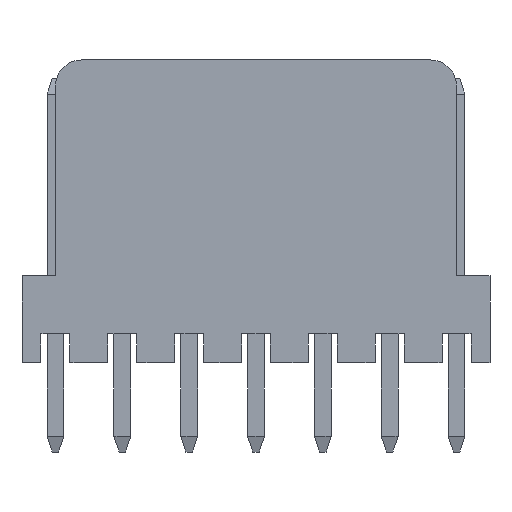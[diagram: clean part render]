
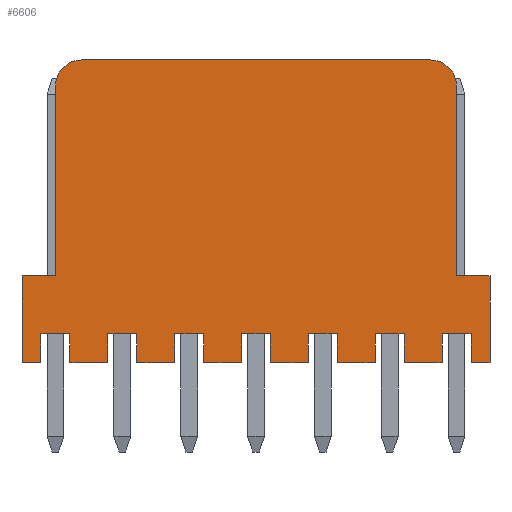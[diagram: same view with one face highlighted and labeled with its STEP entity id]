
A CAD part, front view. The second image highlights one B-rep face of the part: STEP entity #6606.
In plain terms, the highlighted face is planar.
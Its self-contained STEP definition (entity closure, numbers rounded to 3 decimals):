
#24=CIRCLE('',#6883,1.);
#27=CIRCLE('',#6887,1.);
#906=ORIENTED_EDGE('',*,*,#1545,.T.);
#907=ORIENTED_EDGE('',*,*,#1493,.T.);
#908=ORIENTED_EDGE('',*,*,#1541,.T.);
#909=ORIENTED_EDGE('',*,*,#1724,.T.);
#910=ORIENTED_EDGE('',*,*,#1722,.T.);
#911=ORIENTED_EDGE('',*,*,#1719,.T.);
#912=ORIENTED_EDGE('',*,*,#1534,.T.);
#913=ORIENTED_EDGE('',*,*,#1700,.T.);
#914=ORIENTED_EDGE('',*,*,#1694,.T.);
#915=ORIENTED_EDGE('',*,*,#1687,.T.);
#916=ORIENTED_EDGE('',*,*,#1530,.T.);
#917=ORIENTED_EDGE('',*,*,#1668,.T.);
#918=ORIENTED_EDGE('',*,*,#1662,.T.);
#919=ORIENTED_EDGE('',*,*,#1655,.T.);
#920=ORIENTED_EDGE('',*,*,#1526,.T.);
#921=ORIENTED_EDGE('',*,*,#1636,.T.);
#922=ORIENTED_EDGE('',*,*,#1630,.T.);
#923=ORIENTED_EDGE('',*,*,#1623,.T.);
#924=ORIENTED_EDGE('',*,*,#1522,.T.);
#925=ORIENTED_EDGE('',*,*,#1604,.T.);
#926=ORIENTED_EDGE('',*,*,#1598,.T.);
#927=ORIENTED_EDGE('',*,*,#1591,.T.);
#928=ORIENTED_EDGE('',*,*,#1518,.T.);
#929=ORIENTED_EDGE('',*,*,#1572,.T.);
#930=ORIENTED_EDGE('',*,*,#1566,.T.);
#931=ORIENTED_EDGE('',*,*,#1559,.T.);
#932=ORIENTED_EDGE('',*,*,#1819,.T.);
#933=ORIENTED_EDGE('',*,*,#1820,.F.);
#934=ORIENTED_EDGE('',*,*,#1821,.T.);
#935=ORIENTED_EDGE('',*,*,#1822,.T.);
#936=ORIENTED_EDGE('',*,*,#1809,.T.);
#937=ORIENTED_EDGE('',*,*,#1817,.F.);
#938=ORIENTED_EDGE('',*,*,#1815,.T.);
#939=ORIENTED_EDGE('',*,*,#1823,.F.);
#940=ORIENTED_EDGE('',*,*,#1824,.T.);
#941=ORIENTED_EDGE('',*,*,#1825,.T.);
#942=ORIENTED_EDGE('',*,*,#1539,.T.);
#943=ORIENTED_EDGE('',*,*,#1489,.T.);
#1489=EDGE_CURVE('',#2064,#2067,#2531,.T.);
#1493=EDGE_CURVE('',#2068,#2071,#2535,.T.);
#1518=EDGE_CURVE('',#2088,#2089,#2560,.T.);
#1522=EDGE_CURVE('',#2092,#2093,#2564,.T.);
#1526=EDGE_CURVE('',#2096,#2097,#2568,.T.);
#1530=EDGE_CURVE('',#2100,#2101,#2572,.T.);
#1534=EDGE_CURVE('',#2104,#2105,#2576,.T.);
#1539=EDGE_CURVE('',#2109,#2064,#2581,.T.);
#1541=EDGE_CURVE('',#2071,#2110,#2583,.T.);
#1545=EDGE_CURVE('',#2067,#2068,#2587,.T.);
#1559=EDGE_CURVE('',#2118,#2121,#2601,.T.);
#1566=EDGE_CURVE('',#2126,#2118,#2608,.T.);
#1572=EDGE_CURVE('',#2089,#2126,#2614,.T.);
#1591=EDGE_CURVE('',#2140,#2088,#2633,.T.);
#1598=EDGE_CURVE('',#2146,#2140,#2640,.T.);
#1604=EDGE_CURVE('',#2093,#2146,#2646,.T.);
#1623=EDGE_CURVE('',#2160,#2092,#2665,.T.);
#1630=EDGE_CURVE('',#2166,#2160,#2672,.T.);
#1636=EDGE_CURVE('',#2097,#2166,#2678,.T.);
#1655=EDGE_CURVE('',#2180,#2096,#2697,.T.);
#1662=EDGE_CURVE('',#2186,#2180,#2704,.T.);
#1668=EDGE_CURVE('',#2101,#2186,#2710,.T.);
#1687=EDGE_CURVE('',#2200,#2100,#2729,.T.);
#1694=EDGE_CURVE('',#2206,#2200,#2736,.T.);
#1700=EDGE_CURVE('',#2105,#2206,#2742,.T.);
#1719=EDGE_CURVE('',#2220,#2104,#2761,.T.);
#1722=EDGE_CURVE('',#2222,#2220,#2764,.T.);
#1724=EDGE_CURVE('',#2110,#2222,#2766,.T.);
#1809=EDGE_CURVE('',#2280,#2281,#24,.T.);
#1815=EDGE_CURVE('',#2287,#2286,#27,.T.);
#1817=EDGE_CURVE('',#2287,#2281,#2855,.T.);
#1819=EDGE_CURVE('',#2121,#2288,#2857,.T.);
#1820=EDGE_CURVE('',#2289,#2288,#2858,.T.);
#1821=EDGE_CURVE('',#2289,#2290,#2859,.T.);
#1822=EDGE_CURVE('',#2290,#2280,#2860,.T.);
#1823=EDGE_CURVE('',#2291,#2286,#2861,.T.);
#1824=EDGE_CURVE('',#2291,#2292,#2862,.T.);
#1825=EDGE_CURVE('',#2292,#2109,#2863,.T.);
#2064=VERTEX_POINT('',#8516);
#2067=VERTEX_POINT('',#8521);
#2068=VERTEX_POINT('',#8525);
#2071=VERTEX_POINT('',#8530);
#2088=VERTEX_POINT('',#8584);
#2089=VERTEX_POINT('',#8585);
#2092=VERTEX_POINT('',#8593);
#2093=VERTEX_POINT('',#8594);
#2096=VERTEX_POINT('',#8602);
#2097=VERTEX_POINT('',#8603);
#2100=VERTEX_POINT('',#8611);
#2101=VERTEX_POINT('',#8612);
#2104=VERTEX_POINT('',#8620);
#2105=VERTEX_POINT('',#8621);
#2109=VERTEX_POINT('',#8631);
#2110=VERTEX_POINT('',#8635);
#2118=VERTEX_POINT('',#8664);
#2121=VERTEX_POINT('',#8669);
#2126=VERTEX_POINT('',#8681);
#2140=VERTEX_POINT('',#8732);
#2146=VERTEX_POINT('',#8746);
#2160=VERTEX_POINT('',#8797);
#2166=VERTEX_POINT('',#8811);
#2180=VERTEX_POINT('',#8862);
#2186=VERTEX_POINT('',#8876);
#2200=VERTEX_POINT('',#8927);
#2206=VERTEX_POINT('',#8941);
#2220=VERTEX_POINT('',#8992);
#2222=VERTEX_POINT('',#8998);
#2280=VERTEX_POINT('',#9175);
#2281=VERTEX_POINT('',#9176);
#2286=VERTEX_POINT('',#9187);
#2287=VERTEX_POINT('',#9189);
#2288=VERTEX_POINT('',#9196);
#2289=VERTEX_POINT('',#9198);
#2290=VERTEX_POINT('',#9200);
#2291=VERTEX_POINT('',#9203);
#2292=VERTEX_POINT('',#9205);
#2531=LINE('',#8522,#3169);
#2535=LINE('',#8531,#3173);
#2560=LINE('',#8583,#3198);
#2564=LINE('',#8592,#3202);
#2568=LINE('',#8601,#3206);
#2572=LINE('',#8610,#3210);
#2576=LINE('',#8619,#3214);
#2581=LINE('',#8630,#3219);
#2583=LINE('',#8634,#3221);
#2587=LINE('',#8641,#3225);
#2601=LINE('',#8670,#3239);
#2608=LINE('',#8684,#3246);
#2614=LINE('',#8695,#3252);
#2633=LINE('',#8735,#3271);
#2640=LINE('',#8749,#3278);
#2646=LINE('',#8760,#3284);
#2665=LINE('',#8800,#3303);
#2672=LINE('',#8814,#3310);
#2678=LINE('',#8825,#3316);
#2697=LINE('',#8865,#3335);
#2704=LINE('',#8879,#3342);
#2710=LINE('',#8890,#3348);
#2729=LINE('',#8930,#3367);
#2736=LINE('',#8944,#3374);
#2742=LINE('',#8955,#3380);
#2761=LINE('',#8995,#3399);
#2764=LINE('',#9001,#3402);
#2766=LINE('',#9004,#3404);
#2855=LINE('',#9192,#3493);
#2857=LINE('',#9195,#3495);
#2858=LINE('',#9197,#3496);
#2859=LINE('',#9199,#3497);
#2860=LINE('',#9201,#3498);
#2861=LINE('',#9202,#3499);
#2862=LINE('',#9204,#3500);
#2863=LINE('',#9206,#3501);
#3169=VECTOR('',#7293,1000.);
#3173=VECTOR('',#7299,1000.);
#3198=VECTOR('',#7346,1000.);
#3202=VECTOR('',#7352,1000.);
#3206=VECTOR('',#7358,1000.);
#3210=VECTOR('',#7364,1000.);
#3214=VECTOR('',#7370,1000.);
#3219=VECTOR('',#7377,1000.);
#3221=VECTOR('',#7381,1000.);
#3225=VECTOR('',#7387,1000.);
#3239=VECTOR('',#7411,1000.);
#3246=VECTOR('',#7420,1000.);
#3252=VECTOR('',#7428,1000.);
#3271=VECTOR('',#7469,1000.);
#3278=VECTOR('',#7478,1000.);
#3284=VECTOR('',#7486,1000.);
#3303=VECTOR('',#7527,1000.);
#3310=VECTOR('',#7536,1000.);
#3316=VECTOR('',#7544,1000.);
#3335=VECTOR('',#7585,1000.);
#3342=VECTOR('',#7594,1000.);
#3348=VECTOR('',#7602,1000.);
#3367=VECTOR('',#7643,1000.);
#3374=VECTOR('',#7652,1000.);
#3380=VECTOR('',#7660,1000.);
#3399=VECTOR('',#7701,1000.);
#3402=VECTOR('',#7706,1000.);
#3404=VECTOR('',#7710,1000.);
#3493=VECTOR('',#7869,1000.);
#3495=VECTOR('',#7873,1000.);
#3496=VECTOR('',#7874,1000.);
#3497=VECTOR('',#7875,1000.);
#3498=VECTOR('',#7876,1000.);
#3499=VECTOR('',#7877,1000.);
#3500=VECTOR('',#7878,1000.);
#3501=VECTOR('',#7879,1000.);
#3851=EDGE_LOOP('',(#906,#907,#908,#909,#910,#911,#912,#913,#914,#915,#916,
#917,#918,#919,#920,#921,#922,#923,#924,#925,#926,#927,#928,#929,#930,#931,
#932,#933,#934,#935,#936,#937,#938,#939,#940,#941,#942,#943));
#4151=FACE_BOUND('',#3851,.T.);
#4428=PLANE('',#6889);
#6606=ADVANCED_FACE('',(#4151),#4428,.T.);
#6883=AXIS2_PLACEMENT_3D('',#9174,#7853,#7854);
#6887=AXIS2_PLACEMENT_3D('',#9188,#7864,#7865);
#6889=AXIS2_PLACEMENT_3D('',#9194,#7871,#7872);
#7293=DIRECTION('',(0.,0.,1.));
#7299=DIRECTION('',(0.,0.,-1.));
#7346=DIRECTION('',(-1.,0.,0.));
#7352=DIRECTION('',(-1.,0.,0.));
#7358=DIRECTION('',(-1.,0.,0.));
#7364=DIRECTION('',(-1.,0.,0.));
#7370=DIRECTION('',(-1.,0.,0.));
#7377=DIRECTION('',(-1.,0.,0.));
#7381=DIRECTION('',(-1.,0.,0.));
#7387=DIRECTION('',(-1.,0.,0.));
#7411=DIRECTION('',(0.,0.,-1.));
#7420=DIRECTION('',(-1.,0.,0.));
#7428=DIRECTION('',(0.,0.,1.));
#7469=DIRECTION('',(0.,0.,-1.));
#7478=DIRECTION('',(-1.,0.,0.));
#7486=DIRECTION('',(0.,0.,1.));
#7527=DIRECTION('',(0.,0.,-1.));
#7536=DIRECTION('',(-1.,0.,0.));
#7544=DIRECTION('',(0.,0.,1.));
#7585=DIRECTION('',(0.,0.,-1.));
#7594=DIRECTION('',(-1.,0.,0.));
#7602=DIRECTION('',(0.,0.,1.));
#7643=DIRECTION('',(0.,0.,-1.));
#7652=DIRECTION('',(-1.,0.,0.));
#7660=DIRECTION('',(0.,0.,1.));
#7701=DIRECTION('',(0.,0.,-1.));
#7706=DIRECTION('',(-1.,0.,0.));
#7710=DIRECTION('',(0.,0.,1.));
#7853=DIRECTION('',(0.,1.,0.));
#7854=DIRECTION('',(0.,0.,1.));
#7864=DIRECTION('',(0.,1.,0.));
#7865=DIRECTION('',(0.,0.,1.));
#7869=DIRECTION('',(-1.,0.,0.));
#7871=DIRECTION('',(0.,1.,0.));
#7872=DIRECTION('',(0.,0.,1.));
#7873=DIRECTION('',(-1.,0.,0.));
#7874=DIRECTION('',(0.,0.,-1.));
#7875=DIRECTION('',(1.,0.,0.));
#7876=DIRECTION('',(0.,0.,1.));
#7877=DIRECTION('',(0.,0.,1.));
#7878=DIRECTION('',(1.,0.,0.));
#7879=DIRECTION('',(0.,0.,-1.));
#8516=CARTESIAN_POINT('',(8.17,2.9,-5.75));
#8521=CARTESIAN_POINT('',(8.17,2.9,-4.65));
#8522=CARTESIAN_POINT('',(8.17,2.9,5.75));
#8525=CARTESIAN_POINT('',(7.07,2.9,-4.65));
#8530=CARTESIAN_POINT('',(7.07,2.9,-5.75));
#8531=CARTESIAN_POINT('',(7.07,2.9,5.75));
#8583=CARTESIAN_POINT('',(8.89,2.9,-5.75));
#8584=CARTESIAN_POINT('',(-5.63,2.9,-5.75));
#8585=CARTESIAN_POINT('',(-7.07,2.9,-5.75));
#8592=CARTESIAN_POINT('',(8.89,2.9,-5.75));
#8593=CARTESIAN_POINT('',(-3.09,2.9,-5.75));
#8594=CARTESIAN_POINT('',(-4.53,2.9,-5.75));
#8601=CARTESIAN_POINT('',(8.89,2.9,-5.75));
#8602=CARTESIAN_POINT('',(-0.55,2.9,-5.75));
#8603=CARTESIAN_POINT('',(-1.99,2.9,-5.75));
#8610=CARTESIAN_POINT('',(8.89,2.9,-5.75));
#8611=CARTESIAN_POINT('',(1.99,2.9,-5.75));
#8612=CARTESIAN_POINT('',(0.55,2.9,-5.75));
#8619=CARTESIAN_POINT('',(8.89,2.9,-5.75));
#8620=CARTESIAN_POINT('',(4.53,2.9,-5.75));
#8621=CARTESIAN_POINT('',(3.09,2.9,-5.75));
#8630=CARTESIAN_POINT('',(8.89,2.9,-5.75));
#8631=CARTESIAN_POINT('',(8.89,2.9,-5.75));
#8634=CARTESIAN_POINT('',(8.89,2.9,-5.75));
#8635=CARTESIAN_POINT('',(5.63,2.9,-5.75));
#8641=CARTESIAN_POINT('',(8.89,2.9,-4.65));
#8664=CARTESIAN_POINT('',(-8.17,2.9,-4.65));
#8669=CARTESIAN_POINT('',(-8.17,2.9,-5.75));
#8670=CARTESIAN_POINT('',(-8.17,2.9,5.75));
#8681=CARTESIAN_POINT('',(-7.07,2.9,-4.65));
#8684=CARTESIAN_POINT('',(8.89,2.9,-4.65));
#8695=CARTESIAN_POINT('',(-7.07,2.9,5.75));
#8732=CARTESIAN_POINT('',(-5.63,2.9,-4.65));
#8735=CARTESIAN_POINT('',(-5.63,2.9,5.75));
#8746=CARTESIAN_POINT('',(-4.53,2.9,-4.65));
#8749=CARTESIAN_POINT('',(8.89,2.9,-4.65));
#8760=CARTESIAN_POINT('',(-4.53,2.9,5.75));
#8797=CARTESIAN_POINT('',(-3.09,2.9,-4.65));
#8800=CARTESIAN_POINT('',(-3.09,2.9,5.75));
#8811=CARTESIAN_POINT('',(-1.99,2.9,-4.65));
#8814=CARTESIAN_POINT('',(8.89,2.9,-4.65));
#8825=CARTESIAN_POINT('',(-1.99,2.9,5.75));
#8862=CARTESIAN_POINT('',(-0.55,2.9,-4.65));
#8865=CARTESIAN_POINT('',(-0.55,2.9,5.75));
#8876=CARTESIAN_POINT('',(0.55,2.9,-4.65));
#8879=CARTESIAN_POINT('',(8.89,2.9,-4.65));
#8890=CARTESIAN_POINT('',(0.55,2.9,5.75));
#8927=CARTESIAN_POINT('',(1.99,2.9,-4.65));
#8930=CARTESIAN_POINT('',(1.99,2.9,5.75));
#8941=CARTESIAN_POINT('',(3.09,2.9,-4.65));
#8944=CARTESIAN_POINT('',(8.89,2.9,-4.65));
#8955=CARTESIAN_POINT('',(3.09,2.9,5.75));
#8992=CARTESIAN_POINT('',(4.53,2.9,-4.65));
#8995=CARTESIAN_POINT('',(4.53,2.9,5.75));
#8998=CARTESIAN_POINT('',(5.63,2.9,-4.65));
#9001=CARTESIAN_POINT('',(8.89,2.9,-4.65));
#9004=CARTESIAN_POINT('',(5.63,2.9,5.75));
#9174=CARTESIAN_POINT('',(-6.62,2.9,4.75));
#9175=CARTESIAN_POINT('',(-7.62,2.9,4.75));
#9176=CARTESIAN_POINT('',(-6.62,2.9,5.75));
#9187=CARTESIAN_POINT('',(7.62,2.9,4.75));
#9188=CARTESIAN_POINT('',(6.62,2.9,4.75));
#9189=CARTESIAN_POINT('',(6.62,2.9,5.75));
#9192=CARTESIAN_POINT('',(8.89,2.9,5.75));
#9194=CARTESIAN_POINT('',(8.89,2.9,5.75));
#9195=CARTESIAN_POINT('',(8.89,2.9,-5.75));
#9196=CARTESIAN_POINT('',(-8.89,2.9,-5.75));
#9197=CARTESIAN_POINT('',(-8.89,2.9,5.75));
#9198=CARTESIAN_POINT('',(-8.89,2.9,-2.45));
#9199=CARTESIAN_POINT('',(-8.89,2.9,-2.45));
#9200=CARTESIAN_POINT('',(-7.62,2.9,-2.45));
#9201=CARTESIAN_POINT('',(-7.62,2.9,-2.45));
#9202=CARTESIAN_POINT('',(7.62,2.9,-2.45));
#9203=CARTESIAN_POINT('',(7.62,2.9,-2.45));
#9204=CARTESIAN_POINT('',(7.62,2.9,-2.45));
#9205=CARTESIAN_POINT('',(8.89,2.9,-2.45));
#9206=CARTESIAN_POINT('',(8.89,2.9,5.75));
